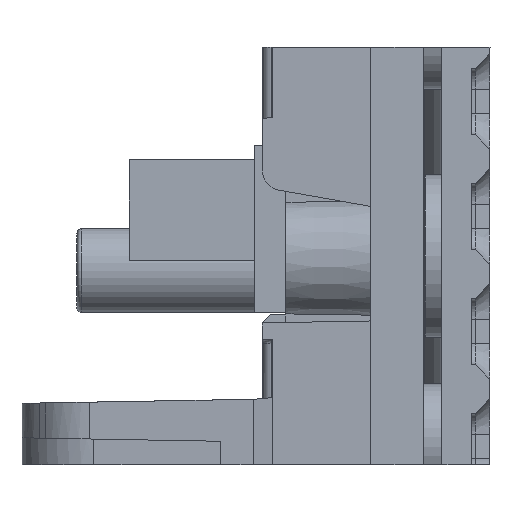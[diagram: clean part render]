
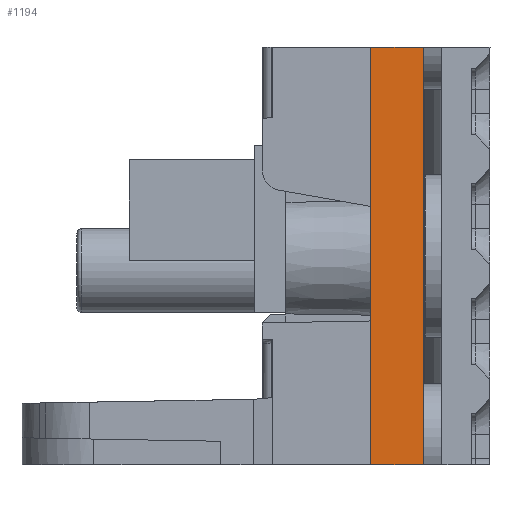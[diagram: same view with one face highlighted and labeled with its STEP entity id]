
A CAD part, left-side view. The second image highlights one B-rep face of the part: STEP entity #1194.
In plain terms, the highlighted planar face has unit normal (-1, 0, 0).
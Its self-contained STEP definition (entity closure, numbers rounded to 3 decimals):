
#757=FACE_OUTER_BOUND('',#2289,.T.);
#1194=ADVANCED_FACE('',(#757),#1453,.F.);
#1453=PLANE('',#8616);
#2289=EDGE_LOOP('',(#4456,#4457,#4458,#4459));
#4456=ORIENTED_EDGE('',*,*,#6242,.F.);
#4457=ORIENTED_EDGE('',*,*,#6334,.T.);
#4458=ORIENTED_EDGE('',*,*,#6255,.F.);
#4459=ORIENTED_EDGE('',*,*,#6335,.F.);
#5180=VERTEX_POINT('',#13369);
#5181=VERTEX_POINT('',#13371);
#5188=VERTEX_POINT('',#13394);
#5189=VERTEX_POINT('',#13396);
#6242=EDGE_CURVE('',#5180,#5181,#7040,.T.);
#6255=EDGE_CURVE('',#5188,#5189,#7051,.T.);
#6334=EDGE_CURVE('',#5180,#5189,#7118,.T.);
#6335=EDGE_CURVE('',#5181,#5188,#7119,.T.);
#7040=LINE('',#13370,#7824);
#7051=LINE('',#13395,#7835);
#7118=LINE('',#13549,#7902);
#7119=LINE('',#13550,#7903);
#7824=VECTOR('',#10635,1.);
#7835=VECTOR('',#10658,1.);
#7902=VECTOR('',#10825,1.);
#7903=VECTOR('',#10826,1.);
#8616=AXIS2_PLACEMENT_3D('',#13551,#10827,#10828);
#10635=DIRECTION('',(0.,0.,-1.));
#10658=DIRECTION('',(0.,0.,1.));
#10825=DIRECTION('',(0.,1.,0.));
#10826=DIRECTION('',(0.,1.,0.));
#10827=DIRECTION('',(1.,0.,0.));
#10828=DIRECTION('',(0.,0.,-1.));
#13369=CARTESIAN_POINT('',(309.15,-0.697,-221.4));
#13370=CARTESIAN_POINT('',(309.15,-0.697,-248.75));
#13371=CARTESIAN_POINT('',(309.15,-0.697,-241.4));
#13394=CARTESIAN_POINT('',(309.15,1.803,-241.4));
#13395=CARTESIAN_POINT('',(309.15,1.803,-248.75));
#13396=CARTESIAN_POINT('',(309.15,1.803,-221.4));
#13549=CARTESIAN_POINT('',(309.15,167.042,-221.4));
#13550=CARTESIAN_POINT('',(309.15,167.042,-241.4));
#13551=CARTESIAN_POINT('',(309.15,167.042,-241.4));
